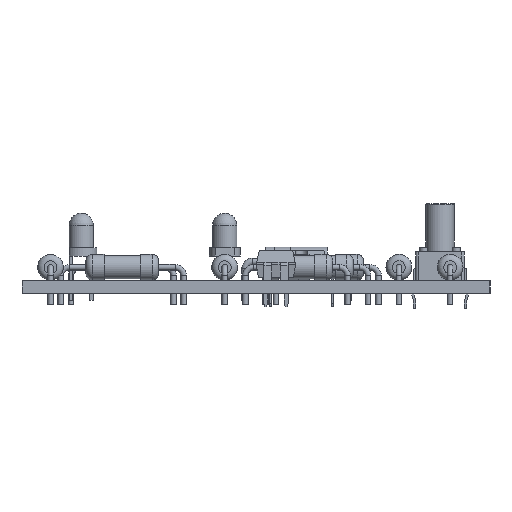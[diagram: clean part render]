
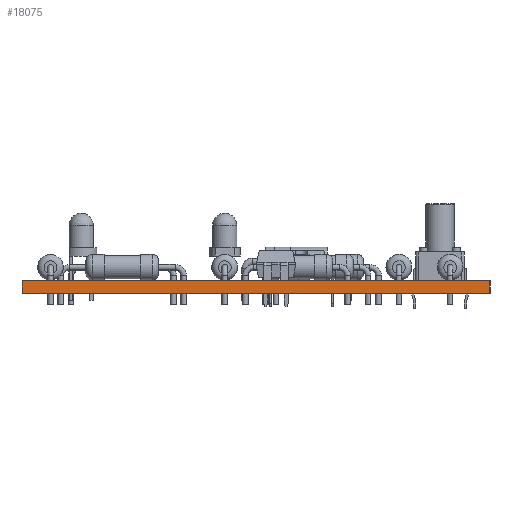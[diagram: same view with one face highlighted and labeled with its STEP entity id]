
A CAD part, left-side view. The second image highlights one B-rep face of the part: STEP entity #18075.
In plain terms, the highlighted planar face has unit normal (-1, 0, 0).
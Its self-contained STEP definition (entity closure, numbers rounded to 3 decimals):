
#17959 = EDGE_CURVE('',#17960,#17962,#17964,.T.);
#17960 = VERTEX_POINT('',#17961);
#17961 = CARTESIAN_POINT('',(0.,58.,0.));
#17962 = VERTEX_POINT('',#17963);
#17963 = CARTESIAN_POINT('',(0.,58.,1.6));
#17964 = SURFACE_CURVE('',#17965,(#17969,#17981),.PCURVE_S1.);
#17965 = LINE('',#17966,#17967);
#17966 = CARTESIAN_POINT('',(0.,58.,0.));
#17967 = VECTOR('',#17968,1.);
#17968 = DIRECTION('',(0.,0.,1.));
#17969 = PCURVE('',#17970,#17975);
#17970 = PLANE('',#17971);
#17971 = AXIS2_PLACEMENT_3D('',#17972,#17973,#17974);
#17972 = CARTESIAN_POINT('',(0.,58.,0.));
#17973 = DIRECTION('',(0.,1.,0.));
#17974 = DIRECTION('',(1.,0.,0.));
#17975 = DEFINITIONAL_REPRESENTATION('',(#17976),#17980);
#17976 = LINE('',#17977,#17978);
#17977 = CARTESIAN_POINT('',(0.,0.));
#17978 = VECTOR('',#17979,1.);
#17979 = DIRECTION('',(0.,-1.));
#17980 = ( GEOMETRIC_REPRESENTATION_CONTEXT(2) 
PARAMETRIC_REPRESENTATION_CONTEXT() REPRESENTATION_CONTEXT('2D SPACE',''
  ) );
#17981 = PCURVE('',#17982,#17987);
#17982 = PLANE('',#17983);
#17983 = AXIS2_PLACEMENT_3D('',#17984,#17985,#17986);
#17984 = CARTESIAN_POINT('',(0.,0.,0.));
#17985 = DIRECTION('',(-1.,0.,0.));
#17986 = DIRECTION('',(0.,1.,0.));
#17987 = DEFINITIONAL_REPRESENTATION('',(#17988),#17992);
#17988 = LINE('',#17989,#17990);
#17989 = CARTESIAN_POINT('',(58.,0.));
#17990 = VECTOR('',#17991,1.);
#17991 = DIRECTION('',(0.,-1.));
#17992 = ( GEOMETRIC_REPRESENTATION_CONTEXT(2) 
PARAMETRIC_REPRESENTATION_CONTEXT() REPRESENTATION_CONTEXT('2D SPACE',''
  ) );
#18010 = PLANE('',#18011);
#18011 = AXIS2_PLACEMENT_3D('',#18012,#18013,#18014);
#18012 = CARTESIAN_POINT('',(38.,29.,1.6));
#18013 = DIRECTION('',(0.,0.,-1.));
#18014 = DIRECTION('',(-1.,0.,0.));
#18064 = PLANE('',#18065);
#18065 = AXIS2_PLACEMENT_3D('',#18066,#18067,#18068);
#18066 = CARTESIAN_POINT('',(38.,29.,0.));
#18067 = DIRECTION('',(0.,0.,-1.));
#18068 = DIRECTION('',(-1.,0.,0.));
#18075 = ADVANCED_FACE('',(#18076),#17982,.T.);
#18076 = FACE_BOUND('',#18077,.T.);
#18077 = EDGE_LOOP('',(#18078,#18108,#18129,#18130));
#18078 = ORIENTED_EDGE('',*,*,#18079,.T.);
#18079 = EDGE_CURVE('',#18080,#18082,#18084,.T.);
#18080 = VERTEX_POINT('',#18081);
#18081 = CARTESIAN_POINT('',(0.,0.,0.));
#18082 = VERTEX_POINT('',#18083);
#18083 = CARTESIAN_POINT('',(0.,0.,1.6));
#18084 = SURFACE_CURVE('',#18085,(#18089,#18096),.PCURVE_S1.);
#18085 = LINE('',#18086,#18087);
#18086 = CARTESIAN_POINT('',(0.,0.,0.));
#18087 = VECTOR('',#18088,1.);
#18088 = DIRECTION('',(0.,0.,1.));
#18089 = PCURVE('',#17982,#18090);
#18090 = DEFINITIONAL_REPRESENTATION('',(#18091),#18095);
#18091 = LINE('',#18092,#18093);
#18092 = CARTESIAN_POINT('',(0.,0.));
#18093 = VECTOR('',#18094,1.);
#18094 = DIRECTION('',(0.,-1.));
#18095 = ( GEOMETRIC_REPRESENTATION_CONTEXT(2) 
PARAMETRIC_REPRESENTATION_CONTEXT() REPRESENTATION_CONTEXT('2D SPACE',''
  ) );
#18096 = PCURVE('',#18097,#18102);
#18097 = PLANE('',#18098);
#18098 = AXIS2_PLACEMENT_3D('',#18099,#18100,#18101);
#18099 = CARTESIAN_POINT('',(76.,0.,0.));
#18100 = DIRECTION('',(0.,-1.,0.));
#18101 = DIRECTION('',(-1.,0.,0.));
#18102 = DEFINITIONAL_REPRESENTATION('',(#18103),#18107);
#18103 = LINE('',#18104,#18105);
#18104 = CARTESIAN_POINT('',(76.,0.));
#18105 = VECTOR('',#18106,1.);
#18106 = DIRECTION('',(0.,-1.));
#18107 = ( GEOMETRIC_REPRESENTATION_CONTEXT(2) 
PARAMETRIC_REPRESENTATION_CONTEXT() REPRESENTATION_CONTEXT('2D SPACE',''
  ) );
#18108 = ORIENTED_EDGE('',*,*,#18109,.T.);
#18109 = EDGE_CURVE('',#18082,#17962,#18110,.T.);
#18110 = SURFACE_CURVE('',#18111,(#18115,#18122),.PCURVE_S1.);
#18111 = LINE('',#18112,#18113);
#18112 = CARTESIAN_POINT('',(0.,0.,1.6));
#18113 = VECTOR('',#18114,1.);
#18114 = DIRECTION('',(0.,1.,0.));
#18115 = PCURVE('',#17982,#18116);
#18116 = DEFINITIONAL_REPRESENTATION('',(#18117),#18121);
#18117 = LINE('',#18118,#18119);
#18118 = CARTESIAN_POINT('',(0.,-1.6));
#18119 = VECTOR('',#18120,1.);
#18120 = DIRECTION('',(1.,0.));
#18121 = ( GEOMETRIC_REPRESENTATION_CONTEXT(2) 
PARAMETRIC_REPRESENTATION_CONTEXT() REPRESENTATION_CONTEXT('2D SPACE',''
  ) );
#18122 = PCURVE('',#18010,#18123);
#18123 = DEFINITIONAL_REPRESENTATION('',(#18124),#18128);
#18124 = LINE('',#18125,#18126);
#18125 = CARTESIAN_POINT('',(38.,-29.));
#18126 = VECTOR('',#18127,1.);
#18127 = DIRECTION('',(0.,1.));
#18128 = ( GEOMETRIC_REPRESENTATION_CONTEXT(2) 
PARAMETRIC_REPRESENTATION_CONTEXT() REPRESENTATION_CONTEXT('2D SPACE',''
  ) );
#18129 = ORIENTED_EDGE('',*,*,#17959,.F.);
#18130 = ORIENTED_EDGE('',*,*,#18131,.F.);
#18131 = EDGE_CURVE('',#18080,#17960,#18132,.T.);
#18132 = SURFACE_CURVE('',#18133,(#18137,#18144),.PCURVE_S1.);
#18133 = LINE('',#18134,#18135);
#18134 = CARTESIAN_POINT('',(0.,0.,0.));
#18135 = VECTOR('',#18136,1.);
#18136 = DIRECTION('',(0.,1.,0.));
#18137 = PCURVE('',#17982,#18138);
#18138 = DEFINITIONAL_REPRESENTATION('',(#18139),#18143);
#18139 = LINE('',#18140,#18141);
#18140 = CARTESIAN_POINT('',(0.,0.));
#18141 = VECTOR('',#18142,1.);
#18142 = DIRECTION('',(1.,0.));
#18143 = ( GEOMETRIC_REPRESENTATION_CONTEXT(2) 
PARAMETRIC_REPRESENTATION_CONTEXT() REPRESENTATION_CONTEXT('2D SPACE',''
  ) );
#18144 = PCURVE('',#18064,#18145);
#18145 = DEFINITIONAL_REPRESENTATION('',(#18146),#18150);
#18146 = LINE('',#18147,#18148);
#18147 = CARTESIAN_POINT('',(38.,-29.));
#18148 = VECTOR('',#18149,1.);
#18149 = DIRECTION('',(0.,1.));
#18150 = ( GEOMETRIC_REPRESENTATION_CONTEXT(2) 
PARAMETRIC_REPRESENTATION_CONTEXT() REPRESENTATION_CONTEXT('2D SPACE',''
  ) );
